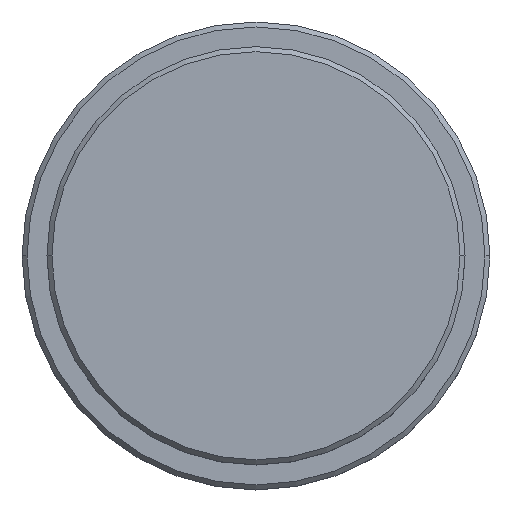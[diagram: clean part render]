
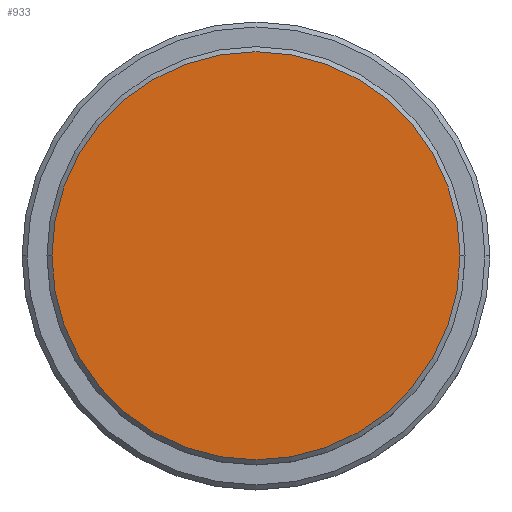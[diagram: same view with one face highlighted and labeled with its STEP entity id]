
A CAD part, top view. The second image highlights one B-rep face of the part: STEP entity #933.
In plain terms, the highlighted planar face has unit normal (0, 0, 1).
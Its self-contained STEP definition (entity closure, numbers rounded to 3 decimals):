
#60 = CARTESIAN_POINT ( 'NONE',  ( 0., 0., 0. ) ) ;
#167 = DIRECTION ( 'NONE',  ( 0., 0., 1. ) ) ;
#275 = CARTESIAN_POINT ( 'NONE',  ( -20.5, 0., 0. ) ) ;
#423 = EDGE_LOOP ( 'NONE', ( #959, #1208 ) ) ;
#517 = CARTESIAN_POINT ( 'NONE',  ( 0., 0., 0. ) ) ;
#595 = AXIS2_PLACEMENT_3D ( 'NONE', #1060, #1390, #1161 ) ;
#608 = PLANE ( 'NONE',  #782 ) ;
#611 = DIRECTION ( 'NONE',  ( 1., 0., 0. ) ) ;
#674 = CIRCLE ( 'NONE', #1148, 20.5 ) ;
#782 = AXIS2_PLACEMENT_3D ( 'NONE', #60, #1168, #848 ) ;
#848 = DIRECTION ( 'NONE',  ( 1., 0., 0. ) ) ;
#875 = EDGE_CURVE ( 'NONE', #1101, #1381, #1329, .T. ) ;
#933 = ADVANCED_FACE ( 'NONE', ( #1049 ), #608, .T. ) ;
#959 = ORIENTED_EDGE ( 'NONE', *, *, #1413, .T. ) ;
#1049 = FACE_OUTER_BOUND ( 'NONE', #423, .T. ) ;
#1060 = CARTESIAN_POINT ( 'NONE',  ( 0., 0., 0. ) ) ;
#1101 = VERTEX_POINT ( 'NONE', #1205 ) ;
#1148 = AXIS2_PLACEMENT_3D ( 'NONE', #517, #167, #611 ) ;
#1161 = DIRECTION ( 'NONE',  ( 1., 0., 0. ) ) ;
#1168 = DIRECTION ( 'NONE',  ( 0., 0., 1. ) ) ;
#1205 = CARTESIAN_POINT ( 'NONE',  ( 20.5, 0., 0. ) ) ;
#1208 = ORIENTED_EDGE ( 'NONE', *, *, #875, .T. ) ;
#1329 = CIRCLE ( 'NONE', #595, 20.5 ) ;
#1381 = VERTEX_POINT ( 'NONE', #275 ) ;
#1390 = DIRECTION ( 'NONE',  ( 0., 0., 1. ) ) ;
#1413 = EDGE_CURVE ( 'NONE', #1381, #1101, #674, .T. ) ;
